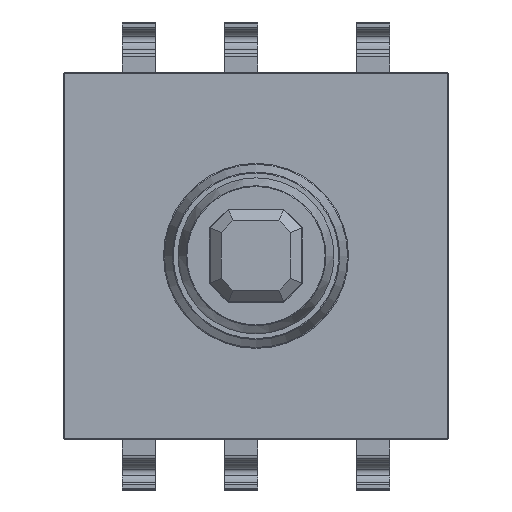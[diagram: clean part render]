
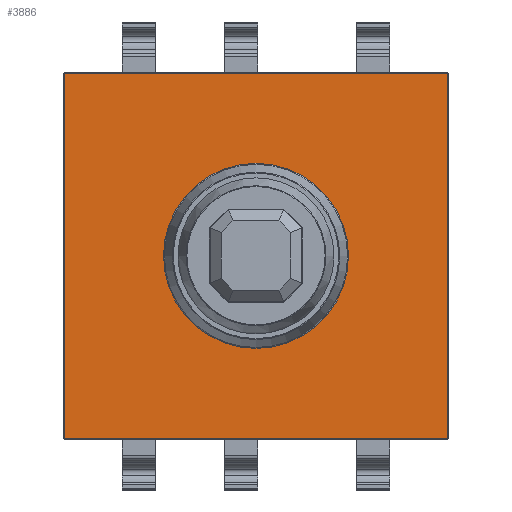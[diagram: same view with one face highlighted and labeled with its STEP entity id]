
A CAD part, top view. The second image highlights one B-rep face of the part: STEP entity #3886.
In plain terms, the highlighted planar face has unit normal (0, 0, 1).
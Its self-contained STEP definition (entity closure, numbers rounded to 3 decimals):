
#85=CIRCLE('',#4151,2.52);
#301=LINE('',#6034,#708);
#302=LINE('',#6036,#709);
#303=LINE('',#6038,#710);
#304=LINE('',#6039,#711);
#708=VECTOR('',#4615,10.);
#709=VECTOR('',#4616,10.);
#710=VECTOR('',#4617,10.);
#711=VECTOR('',#4618,10.);
#1079=FACE_BOUND('',#1367,.T.);
#1119=FACE_OUTER_BOUND('',#1366,.T.);
#1366=EDGE_LOOP('',(#2696,#2697,#2698,#2699));
#1367=EDGE_LOOP('',(#2700));
#1651=VERTEX_POINT('',#6028);
#1652=VERTEX_POINT('',#6032);
#1653=VERTEX_POINT('',#6033);
#1654=VERTEX_POINT('',#6035);
#1655=VERTEX_POINT('',#6037);
#2039=EDGE_CURVE('',#1651,#1651,#85,.T.);
#2041=EDGE_CURVE('',#1652,#1653,#301,.T.);
#2042=EDGE_CURVE('',#1654,#1652,#302,.T.);
#2043=EDGE_CURVE('',#1655,#1654,#303,.T.);
#2044=EDGE_CURVE('',#1653,#1655,#304,.T.);
#2696=ORIENTED_EDGE('',*,*,#2041,.F.);
#2697=ORIENTED_EDGE('',*,*,#2042,.F.);
#2698=ORIENTED_EDGE('',*,*,#2043,.F.);
#2699=ORIENTED_EDGE('',*,*,#2044,.F.);
#2700=ORIENTED_EDGE('',*,*,#2039,.F.);
#3712=PLANE('',#4152);
#3886=ADVANCED_FACE('',(#1119,#1079),#3712,.T.);
#4151=AXIS2_PLACEMENT_3D('',#6029,#4610,#4611);
#4152=AXIS2_PLACEMENT_3D('',#6031,#4613,#4614);
#4610=DIRECTION('center_axis',(0.,0.,1.));
#4611=DIRECTION('ref_axis',(-1.,0.,0.));
#4613=DIRECTION('center_axis',(0.,0.,1.));
#4614=DIRECTION('ref_axis',(1.,0.,0.));
#4615=DIRECTION('',(0.,1.,0.));
#4616=DIRECTION('',(-1.,0.,0.));
#4617=DIRECTION('',(0.,-1.,0.));
#4618=DIRECTION('',(1.,0.,0.));
#6028=CARTESIAN_POINT('',(2.52,0.,2.4));
#6029=CARTESIAN_POINT('Origin',(0.,0.,2.4));
#6031=CARTESIAN_POINT('Origin',(0.,0.,2.4));
#6032=CARTESIAN_POINT('',(-5.23,-4.98,2.4));
#6033=CARTESIAN_POINT('',(-5.23,4.98,2.4));
#6034=CARTESIAN_POINT('',(-5.23,2.5,2.4));
#6035=CARTESIAN_POINT('',(5.23,-4.98,2.4));
#6036=CARTESIAN_POINT('',(-2.625,-4.98,2.4));
#6037=CARTESIAN_POINT('',(5.23,4.98,2.4));
#6038=CARTESIAN_POINT('',(5.23,-2.5,2.4));
#6039=CARTESIAN_POINT('',(2.625,4.98,2.4));
